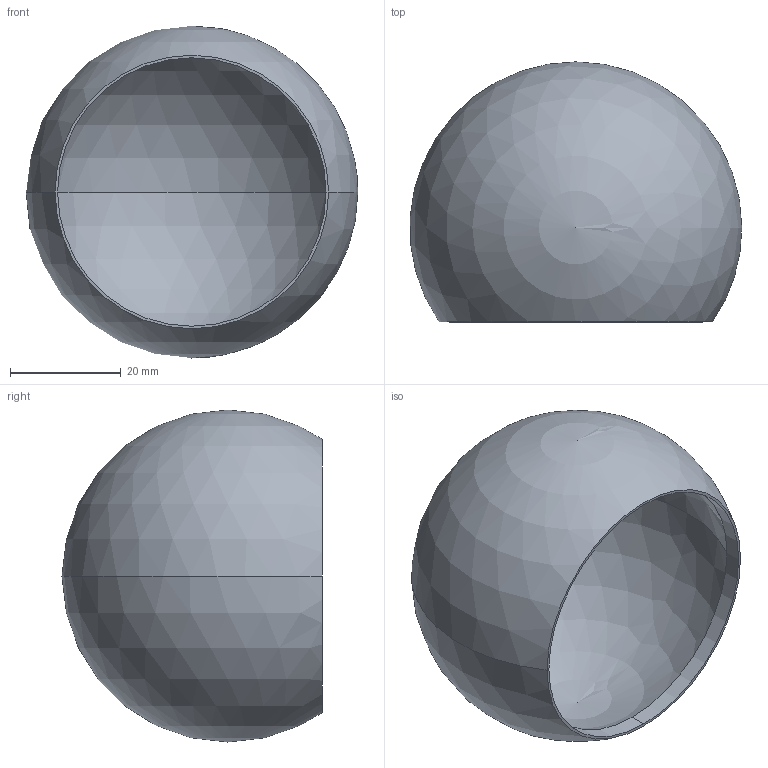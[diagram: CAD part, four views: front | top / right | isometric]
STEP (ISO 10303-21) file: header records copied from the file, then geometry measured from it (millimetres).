
FILE_DESCRIPTION (( 'STEP AP203' ), '1' );
FILE_NAME ('A9_48.STEP', '2021-08-04T13:02:43', ( '' ), ( '' ), 'SwSTEP 2.0', 'SolidWorks 2019', '' );
FILE_SCHEMA (( 'CONFIG_CONTROL_DESIGN' ));
Length unit declared in the file: millimetre
Products named in the file (1): A9_48
Bounding box: 59.93 x 47 x 60 mm (x, y, z)
Volume: 16343 mm3; surface area: 16777.4 mm2
Topology: 1 solids, 1 shells, 7 faces, 24 edges, 16 vertices
Faces by surface type: sphere 4, cylinder 2, plane 1
Entity records: 273 total; most frequent: DIRECTION 42, CARTESIAN_POINT 32, ORIENTED_EDGE 28, AXIS2_PLACEMENT_3D 20, EDGE_CURVE 14, CIRCLE 12, VERTEX_POINT 10, EDGE_LOOP 8
